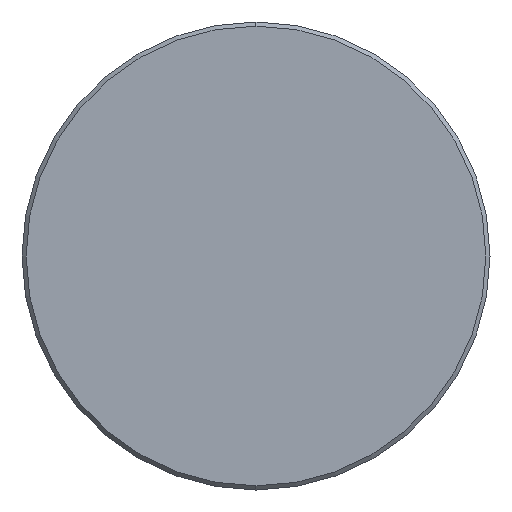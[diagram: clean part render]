
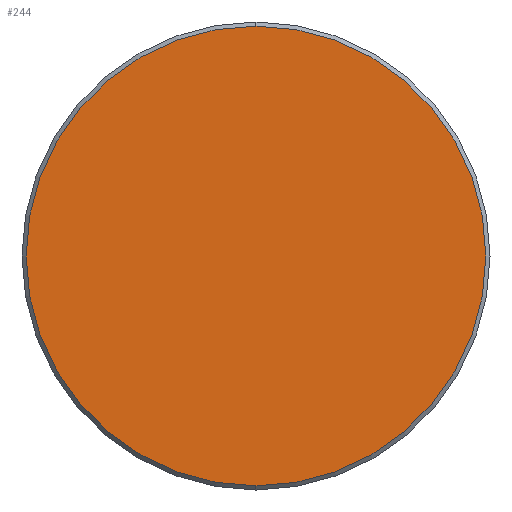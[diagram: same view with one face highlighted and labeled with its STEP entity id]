
A CAD part, left-side view. The second image highlights one B-rep face of the part: STEP entity #244.
In plain terms, the highlighted planar face has unit normal (-1, 0, 0).
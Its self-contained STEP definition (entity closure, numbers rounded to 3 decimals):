
#28 = CARTESIAN_POINT ( 'NONE',  ( 0., 0., -16.7 ) ) ;
#42 = DIRECTION ( 'NONE',  ( -1., 0., 0. ) ) ;
#47 = ORIENTED_EDGE ( 'NONE', *, *, #430, .T. ) ;
#70 = DIRECTION ( 'NONE',  ( -1., 0., 0. ) ) ;
#74 = ORIENTED_EDGE ( 'NONE', *, *, #271, .T. ) ;
#97 = VERTEX_POINT ( 'NONE', #343 ) ;
#116 = PLANE ( 'NONE',  #197 ) ;
#134 = AXIS2_PLACEMENT_3D ( 'NONE', #572, #70, #162 ) ;
#162 = DIRECTION ( 'NONE',  ( 0., 0., -1. ) ) ;
#178 = DIRECTION ( 'NONE',  ( 0., 0., -1. ) ) ;
#197 = AXIS2_PLACEMENT_3D ( 'NONE', #505, #258, #602 ) ;
#244 = ADVANCED_FACE ( 'NONE', ( #352 ), #116, .F. ) ;
#252 = EDGE_LOOP ( 'NONE', ( #74, #47 ) ) ;
#258 = DIRECTION ( 'NONE',  ( 1., 0., 0. ) ) ;
#271 = EDGE_CURVE ( 'NONE', #439, #97, #469, .T. ) ;
#343 = CARTESIAN_POINT ( 'NONE',  ( 0., 0., 16.7 ) ) ;
#352 = FACE_OUTER_BOUND ( 'NONE', #252, .T. ) ;
#368 = AXIS2_PLACEMENT_3D ( 'NONE', #455, #42, #178 ) ;
#429 = CIRCLE ( 'NONE', #368, 16.7 ) ;
#430 = EDGE_CURVE ( 'NONE', #97, #439, #429, .T. ) ;
#439 = VERTEX_POINT ( 'NONE', #28 ) ;
#455 = CARTESIAN_POINT ( 'NONE',  ( 0., 0., 0. ) ) ;
#469 = CIRCLE ( 'NONE', #134, 16.7 ) ;
#505 = CARTESIAN_POINT ( 'NONE',  ( 0., 0., 0. ) ) ;
#572 = CARTESIAN_POINT ( 'NONE',  ( 0., 0., 0. ) ) ;
#602 = DIRECTION ( 'NONE',  ( 0., 0., -1. ) ) ;
